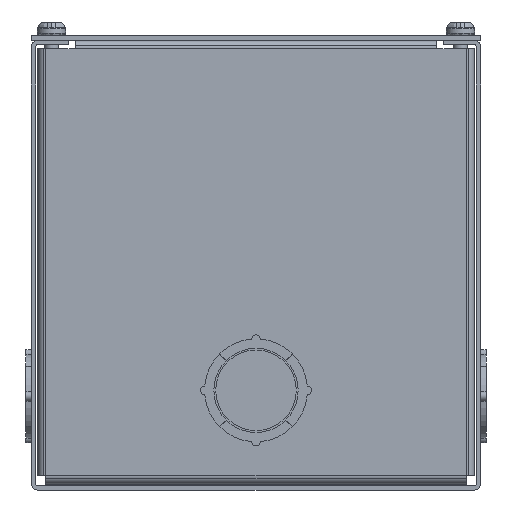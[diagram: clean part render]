
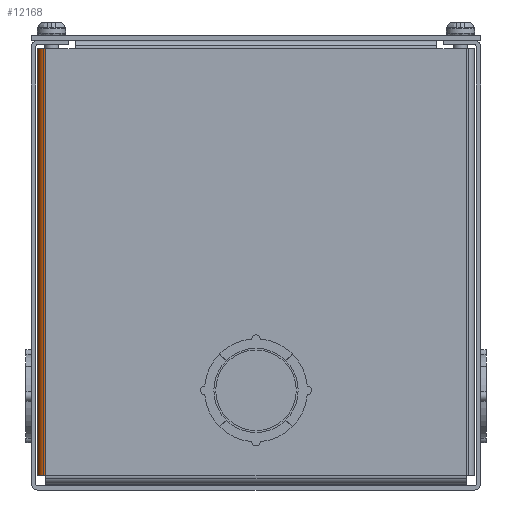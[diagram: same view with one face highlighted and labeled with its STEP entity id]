
A CAD part, front view. The second image highlights one B-rep face of the part: STEP entity #12168.
In plain terms, the highlighted cylindrical face has radius 2.743 mm (diameter 5.486 mm), a partial arc.
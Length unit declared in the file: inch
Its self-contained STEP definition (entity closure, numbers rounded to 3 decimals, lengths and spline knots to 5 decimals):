
#635 = CARTESIAN_POINT ( 'NONE',  ( -2.807, -17.892, 5.892 ) ) ;
#2441 = CIRCLE ( 'NONE', #12880, 0.108 ) ;
#2609 = VERTEX_POINT ( 'NONE', #11278 ) ;
#3164 = ORIENTED_EDGE ( 'NONE', *, *, #48922, .T. ) ;
#3437 = AXIS2_PLACEMENT_3D ( 'NONE', #18352, #35294, #18875 ) ;
#5720 = ORIENTED_EDGE ( 'NONE', *, *, #44669, .T. ) ;
#7330 = VERTEX_POINT ( 'NONE', #31261 ) ;
#8083 = VECTOR ( 'NONE', #43980, 39.37008 ) ;
#8484 = EDGE_CURVE ( 'NONE', #15671, #50657, #47816, .T. ) ;
#9904 = DIRECTION ( 'NONE',  ( 0., -1., 0. ) ) ;
#11278 = CARTESIAN_POINT ( 'NONE',  ( -2.915, -17.892, 5.892 ) ) ;
#12168 = ADVANCED_FACE ( 'NONE', ( #15314 ), #47771, .T. ) ;
#12880 = AXIS2_PLACEMENT_3D ( 'NONE', #23959, #45748, #20415 ) ;
#14859 = CARTESIAN_POINT ( 'NONE',  ( -2.807, -18., 0.188 ) ) ;
#15286 = AXIS2_PLACEMENT_3D ( 'NONE', #635, #17531, #9904 ) ;
#15314 = FACE_OUTER_BOUND ( 'NONE', #25813, .T. ) ;
#15671 = VERTEX_POINT ( 'NONE', #43202 ) ;
#15983 = DIRECTION ( 'NONE',  ( 0., 0., -1. ) ) ;
#17531 = DIRECTION ( 'NONE',  ( 0., 0., 1. ) ) ;
#18352 = CARTESIAN_POINT ( 'NONE',  ( -2.807, -17.892, 0.188 ) ) ;
#18875 = DIRECTION ( 'NONE',  ( 0., -1., 0. ) ) ;
#20415 = DIRECTION ( 'NONE',  ( 0., -1., 0. ) ) ;
#23026 = CARTESIAN_POINT ( 'NONE',  ( -2.807, -18., 0.188 ) ) ;
#23959 = CARTESIAN_POINT ( 'NONE',  ( -2.807, -17.892, 0.188 ) ) ;
#25813 = EDGE_LOOP ( 'NONE', ( #5720, #40254, #44224, #3164 ) ) ;
#28029 = VECTOR ( 'NONE', #15983, 39.37008 ) ;
#31261 = CARTESIAN_POINT ( 'NONE',  ( -2.915, -17.892, 0.188 ) ) ;
#33181 = CARTESIAN_POINT ( 'NONE',  ( -2.915, -17.892, 0.188 ) ) ;
#35294 = DIRECTION ( 'NONE',  ( 0., 0., 1. ) ) ;
#37238 = LINE ( 'NONE', #33181, #28029 ) ;
#38817 = CIRCLE ( 'NONE', #15286, 0.108 ) ;
#39488 = EDGE_CURVE ( 'NONE', #2609, #15671, #38817, .T. ) ;
#40254 = ORIENTED_EDGE ( 'NONE', *, *, #8484, .F. ) ;
#43202 = CARTESIAN_POINT ( 'NONE',  ( -2.807, -18., 5.892 ) ) ;
#43980 = DIRECTION ( 'NONE',  ( 0., 0., -1. ) ) ;
#44224 = ORIENTED_EDGE ( 'NONE', *, *, #39488, .F. ) ;
#44669 = EDGE_CURVE ( 'NONE', #7330, #50657, #2441, .T. ) ;
#45748 = DIRECTION ( 'NONE',  ( 0., 0., 1. ) ) ;
#47771 = CYLINDRICAL_SURFACE ( 'NONE', #3437, 0.108 ) ;
#47816 = LINE ( 'NONE', #23026, #8083 ) ;
#48922 = EDGE_CURVE ( 'NONE', #2609, #7330, #37238, .T. ) ;
#50657 = VERTEX_POINT ( 'NONE', #14859 ) ;
